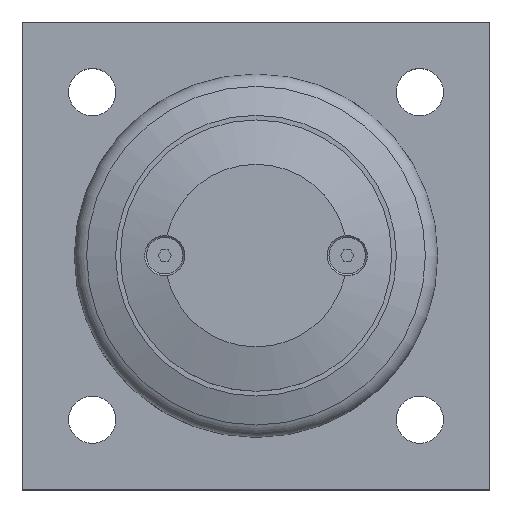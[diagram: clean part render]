
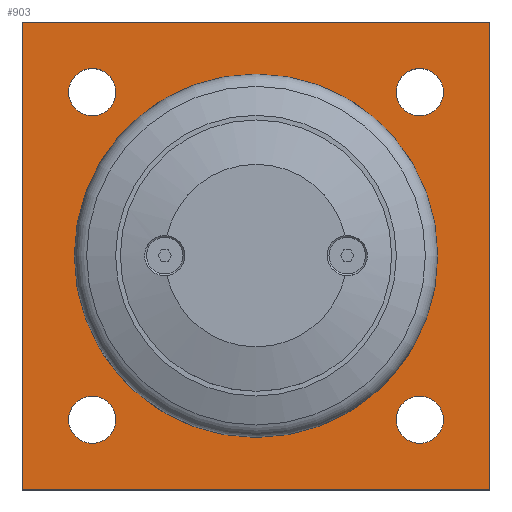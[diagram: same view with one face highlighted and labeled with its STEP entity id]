
A CAD part, top view. The second image highlights one B-rep face of the part: STEP entity #903.
In plain terms, the highlighted planar face has unit normal (0, 0, 1).
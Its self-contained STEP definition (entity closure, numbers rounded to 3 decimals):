
#35=FACE_BOUND('',#132,.T.);
#36=FACE_BOUND('',#133,.T.);
#37=FACE_BOUND('',#134,.T.);
#38=FACE_BOUND('',#135,.T.);
#39=FACE_BOUND('',#136,.T.);
#51=PLANE('',#978);
#80=FACE_OUTER_BOUND('',#131,.T.);
#131=EDGE_LOOP('',(#631,#632,#633,#634));
#132=EDGE_LOOP('',(#635));
#133=EDGE_LOOP('',(#636,#637));
#134=EDGE_LOOP('',(#638,#639));
#135=EDGE_LOOP('',(#640,#641));
#136=EDGE_LOOP('',(#642,#643));
#198=LINE('',#1396,#266);
#199=LINE('',#1398,#267);
#200=LINE('',#1400,#268);
#201=LINE('',#1401,#269);
#266=VECTOR('',#1101,10.);
#267=VECTOR('',#1102,10.);
#268=VECTOR('',#1103,10.);
#269=VECTOR('',#1104,10.);
#337=CIRCLE('',#979,26.5);
#338=CIRCLE('',#980,5.053);
#339=CIRCLE('',#981,5.053);
#340=CIRCLE('',#982,5.053);
#341=CIRCLE('',#983,5.053);
#342=CIRCLE('',#984,5.053);
#343=CIRCLE('',#985,5.053);
#344=CIRCLE('',#986,5.053);
#345=CIRCLE('',#987,5.053);
#400=VERTEX_POINT('',#1394);
#401=VERTEX_POINT('',#1395);
#402=VERTEX_POINT('',#1397);
#403=VERTEX_POINT('',#1399);
#404=VERTEX_POINT('',#1402);
#405=VERTEX_POINT('',#1404);
#406=VERTEX_POINT('',#1405);
#407=VERTEX_POINT('',#1408);
#408=VERTEX_POINT('',#1409);
#409=VERTEX_POINT('',#1412);
#410=VERTEX_POINT('',#1413);
#411=VERTEX_POINT('',#1416);
#412=VERTEX_POINT('',#1417);
#495=EDGE_CURVE('',#400,#401,#198,.T.);
#496=EDGE_CURVE('',#402,#400,#199,.T.);
#497=EDGE_CURVE('',#403,#402,#200,.T.);
#498=EDGE_CURVE('',#401,#403,#201,.T.);
#499=EDGE_CURVE('',#404,#404,#337,.T.);
#500=EDGE_CURVE('',#405,#406,#338,.T.);
#501=EDGE_CURVE('',#406,#405,#339,.T.);
#502=EDGE_CURVE('',#407,#408,#340,.T.);
#503=EDGE_CURVE('',#408,#407,#341,.T.);
#504=EDGE_CURVE('',#409,#410,#342,.T.);
#505=EDGE_CURVE('',#410,#409,#343,.T.);
#506=EDGE_CURVE('',#411,#412,#344,.T.);
#507=EDGE_CURVE('',#412,#411,#345,.T.);
#631=ORIENTED_EDGE('',*,*,#495,.F.);
#632=ORIENTED_EDGE('',*,*,#496,.F.);
#633=ORIENTED_EDGE('',*,*,#497,.F.);
#634=ORIENTED_EDGE('',*,*,#498,.F.);
#635=ORIENTED_EDGE('',*,*,#499,.T.);
#636=ORIENTED_EDGE('',*,*,#500,.T.);
#637=ORIENTED_EDGE('',*,*,#501,.T.);
#638=ORIENTED_EDGE('',*,*,#502,.T.);
#639=ORIENTED_EDGE('',*,*,#503,.T.);
#640=ORIENTED_EDGE('',*,*,#504,.T.);
#641=ORIENTED_EDGE('',*,*,#505,.T.);
#642=ORIENTED_EDGE('',*,*,#506,.T.);
#643=ORIENTED_EDGE('',*,*,#507,.T.);
#903=ADVANCED_FACE('',(#80,#35,#36,#37,#38,#39),#51,.T.);
#978=AXIS2_PLACEMENT_3D('',#1393,#1099,#1100);
#979=AXIS2_PLACEMENT_3D('',#1403,#1105,#1106);
#980=AXIS2_PLACEMENT_3D('',#1406,#1107,#1108);
#981=AXIS2_PLACEMENT_3D('',#1407,#1109,#1110);
#982=AXIS2_PLACEMENT_3D('',#1410,#1111,#1112);
#983=AXIS2_PLACEMENT_3D('',#1411,#1113,#1114);
#984=AXIS2_PLACEMENT_3D('',#1414,#1115,#1116);
#985=AXIS2_PLACEMENT_3D('',#1415,#1117,#1118);
#986=AXIS2_PLACEMENT_3D('',#1418,#1119,#1120);
#987=AXIS2_PLACEMENT_3D('',#1419,#1121,#1122);
#1099=DIRECTION('center_axis',(0.,0.,1.));
#1100=DIRECTION('ref_axis',(1.,0.,0.));
#1101=DIRECTION('',(0.,1.,0.));
#1102=DIRECTION('',(-1.,0.,0.));
#1103=DIRECTION('',(0.,-1.,0.));
#1104=DIRECTION('',(1.,0.,0.));
#1105=DIRECTION('center_axis',(0.,0.,-1.));
#1106=DIRECTION('ref_axis',(-1.,0.,0.));
#1107=DIRECTION('center_axis',(0.,0.,-1.));
#1108=DIRECTION('ref_axis',(1.,0.,0.));
#1109=DIRECTION('center_axis',(0.,0.,-1.));
#1110=DIRECTION('ref_axis',(1.,0.,0.));
#1111=DIRECTION('center_axis',(0.,0.,-1.));
#1112=DIRECTION('ref_axis',(1.,0.,0.));
#1113=DIRECTION('center_axis',(0.,0.,-1.));
#1114=DIRECTION('ref_axis',(1.,0.,0.));
#1115=DIRECTION('center_axis',(0.,0.,-1.));
#1116=DIRECTION('ref_axis',(1.,0.,0.));
#1117=DIRECTION('center_axis',(0.,0.,-1.));
#1118=DIRECTION('ref_axis',(1.,0.,0.));
#1119=DIRECTION('center_axis',(0.,0.,-1.));
#1120=DIRECTION('ref_axis',(1.,0.,0.));
#1121=DIRECTION('center_axis',(0.,0.,-1.));
#1122=DIRECTION('ref_axis',(1.,0.,0.));
#1393=CARTESIAN_POINT('Origin',(50.,50.,15.));
#1394=CARTESIAN_POINT('',(0.,0.,15.));
#1395=CARTESIAN_POINT('',(0.,100.,15.));
#1396=CARTESIAN_POINT('',(0.,100.,15.));
#1397=CARTESIAN_POINT('',(100.,0.,15.));
#1398=CARTESIAN_POINT('',(0.,0.,15.));
#1399=CARTESIAN_POINT('',(100.,100.,15.));
#1400=CARTESIAN_POINT('',(100.,0.,15.));
#1401=CARTESIAN_POINT('',(100.,100.,15.));
#1402=CARTESIAN_POINT('',(76.5,50.,15.));
#1403=CARTESIAN_POINT('Origin',(50.,50.,15.));
#1404=CARTESIAN_POINT('',(20.053,15.,15.));
#1405=CARTESIAN_POINT('',(9.947,15.,15.));
#1406=CARTESIAN_POINT('Origin',(15.,15.,15.));
#1407=CARTESIAN_POINT('Origin',(15.,15.,15.));
#1408=CARTESIAN_POINT('',(90.053,15.,15.));
#1409=CARTESIAN_POINT('',(79.947,15.,15.));
#1410=CARTESIAN_POINT('Origin',(85.,15.,15.));
#1411=CARTESIAN_POINT('Origin',(85.,15.,15.));
#1412=CARTESIAN_POINT('',(90.053,85.,15.));
#1413=CARTESIAN_POINT('',(79.947,85.,15.));
#1414=CARTESIAN_POINT('Origin',(85.,85.,15.));
#1415=CARTESIAN_POINT('Origin',(85.,85.,15.));
#1416=CARTESIAN_POINT('',(20.053,85.,15.));
#1417=CARTESIAN_POINT('',(9.947,85.,15.));
#1418=CARTESIAN_POINT('Origin',(15.,85.,15.));
#1419=CARTESIAN_POINT('Origin',(15.,85.,15.));
